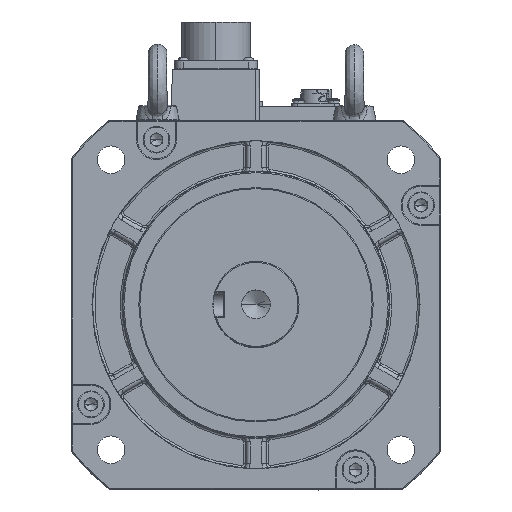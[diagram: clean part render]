
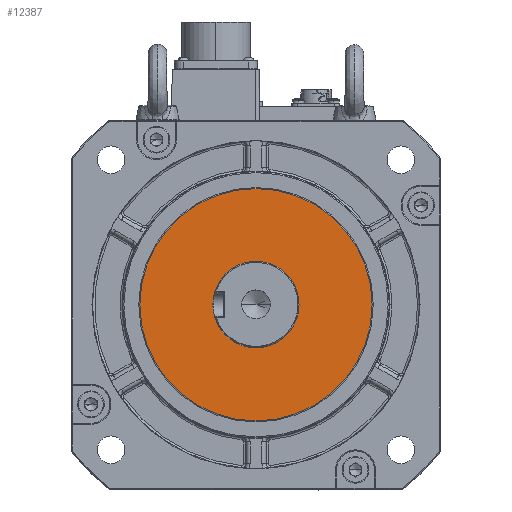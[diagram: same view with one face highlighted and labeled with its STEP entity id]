
A CAD part, top view. The second image highlights one B-rep face of the part: STEP entity #12387.
In plain terms, the highlighted planar face has unit normal (0, 0, 1).
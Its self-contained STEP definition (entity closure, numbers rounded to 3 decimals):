
#723 = CIRCLE ( 'NONE', #65895, 56.65 ) ;
#3127 = CARTESIAN_POINT ( 'NONE',  ( 0., 0., 108.2 ) ) ;
#5819 = DIRECTION ( 'NONE',  ( 0., -1., 0. ) ) ;
#6058 = ORIENTED_EDGE ( 'NONE', *, *, #46579, .F. ) ;
#8093 = VERTEX_POINT ( 'NONE', #61096 ) ;
#12387 = ADVANCED_FACE ( 'NONE', ( #54892, #32171 ), #17299, .T. ) ;
#13706 = EDGE_CURVE ( 'NONE', #32162, #16641, #723, .T. ) ;
#15175 = DIRECTION ( 'NONE',  ( 1., 0., 0. ) ) ;
#16053 = AXIS2_PLACEMENT_3D ( 'NONE', #3127, #45553, #52432 ) ;
#16641 = VERTEX_POINT ( 'NONE', #52345 ) ;
#17299 = PLANE ( 'NONE',  #21185 ) ;
#17959 = EDGE_LOOP ( 'NONE', ( #52639, #78739 ) ) ;
#21185 = AXIS2_PLACEMENT_3D ( 'NONE', #66633, #72467, #29739 ) ;
#21338 = CARTESIAN_POINT ( 'NONE',  ( 0., 0., 108.2 ) ) ;
#24185 = CARTESIAN_POINT ( 'NONE',  ( 0., 0., 108.2 ) ) ;
#29739 = DIRECTION ( 'NONE',  ( 1., 0., 0. ) ) ;
#30391 = CIRCLE ( 'NONE', #51974, 20.7 ) ;
#30618 = CARTESIAN_POINT ( 'NONE',  ( 56.65, 0., 108.2 ) ) ;
#32162 = VERTEX_POINT ( 'NONE', #30618 ) ;
#32171 = FACE_OUTER_BOUND ( 'NONE', #17959, .T. ) ;
#33989 = DIRECTION ( 'NONE',  ( 0., 0., 1. ) ) ;
#43847 = AXIS2_PLACEMENT_3D ( 'NONE', #46204, #33989, #57605 ) ;
#45553 = DIRECTION ( 'NONE',  ( 0., 0., 1. ) ) ;
#46204 = CARTESIAN_POINT ( 'NONE',  ( 0., 0., 108.2 ) ) ;
#46579 = EDGE_CURVE ( 'NONE', #8093, #64906, #54124, .T. ) ;
#46712 = EDGE_CURVE ( 'NONE', #64906, #8093, #30391, .T. ) ;
#50736 = CARTESIAN_POINT ( 'NONE',  ( -20.7, 0., 108.2 ) ) ;
#51505 = DIRECTION ( 'NONE',  ( 0., 0., 1. ) ) ;
#51974 = AXIS2_PLACEMENT_3D ( 'NONE', #24185, #72450, #5819 ) ;
#52345 = CARTESIAN_POINT ( 'NONE',  ( -56.65, 0., 108.2 ) ) ;
#52432 = DIRECTION ( 'NONE',  ( 1., 0., 0. ) ) ;
#52639 = ORIENTED_EDGE ( 'NONE', *, *, #76015, .T. ) ;
#54124 = CIRCLE ( 'NONE', #43847, 20.7 ) ;
#54892 = FACE_BOUND ( 'NONE', #66386, .T. ) ;
#57605 = DIRECTION ( 'NONE',  ( 0., -1., 0. ) ) ;
#61096 = CARTESIAN_POINT ( 'NONE',  ( 20.7, 0., 108.2 ) ) ;
#64051 = ORIENTED_EDGE ( 'NONE', *, *, #46712, .F. ) ;
#64906 = VERTEX_POINT ( 'NONE', #50736 ) ;
#65895 = AXIS2_PLACEMENT_3D ( 'NONE', #21338, #51505, #15175 ) ;
#66386 = EDGE_LOOP ( 'NONE', ( #6058, #64051 ) ) ;
#66633 = CARTESIAN_POINT ( 'NONE',  ( 52.5, 0., 108.2 ) ) ;
#71415 = CIRCLE ( 'NONE', #16053, 56.65 ) ;
#72450 = DIRECTION ( 'NONE',  ( 0., 0., 1. ) ) ;
#72467 = DIRECTION ( 'NONE',  ( 0., 0., 1. ) ) ;
#76015 = EDGE_CURVE ( 'NONE', #16641, #32162, #71415, .T. ) ;
#78739 = ORIENTED_EDGE ( 'NONE', *, *, #13706, .T. ) ;
